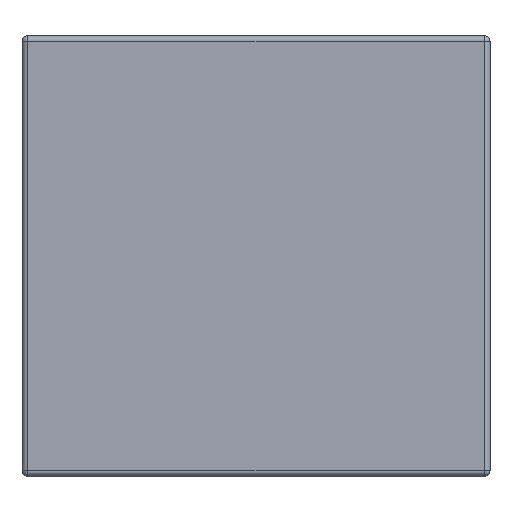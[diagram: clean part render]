
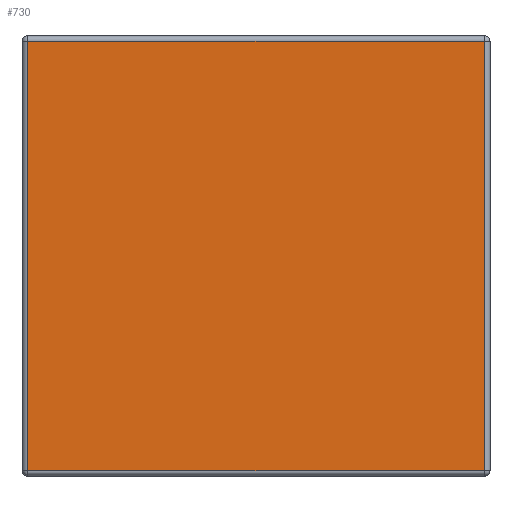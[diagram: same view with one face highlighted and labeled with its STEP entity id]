
A CAD part, left-side view. The second image highlights one B-rep face of the part: STEP entity #730.
In plain terms, the highlighted planar face has unit normal (-1, 0, 0).
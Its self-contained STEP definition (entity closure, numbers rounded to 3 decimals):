
#43 = LINE ( 'NONE', #652, #399 ) ;
#44 = EDGE_CURVE ( 'NONE', #426, #1263, #1250, .T. ) ;
#93 = LINE ( 'NONE', #1741, #1687 ) ;
#164 = DIRECTION ( 'NONE',  ( 0., -1., 0. ) ) ;
#185 = DIRECTION ( 'NONE',  ( 0., 0., -1. ) ) ;
#211 = DIRECTION ( 'NONE',  ( 0., 0., 1. ) ) ;
#287 = CARTESIAN_POINT ( 'NONE',  ( -1.6, 0., 0.8 ) ) ;
#348 = VECTOR ( 'NONE', #211, 1000. ) ;
#399 = VECTOR ( 'NONE', #1763, 1000. ) ;
#417 = VECTOR ( 'NONE', #164, 1000. ) ;
#426 = VERTEX_POINT ( 'NONE', #1751 ) ;
#440 = DIRECTION ( 'NONE',  ( 0., 0., 1. ) ) ;
#506 = CARTESIAN_POINT ( 'NONE',  ( -1.6, 0.01, 0.8 ) ) ;
#575 = ORIENTED_EDGE ( 'NONE', *, *, #1963, .T. ) ;
#625 = ORIENTED_EDGE ( 'NONE', *, *, #44, .T. ) ;
#642 = CARTESIAN_POINT ( 'NONE',  ( -1.6, 0., 0.01 ) ) ;
#652 = CARTESIAN_POINT ( 'NONE',  ( -1.6, 0.85, 0.79 ) ) ;
#663 = AXIS2_PLACEMENT_3D ( 'NONE', #287, #1370, #440 ) ;
#724 = FACE_OUTER_BOUND ( 'NONE', #890, .T. ) ;
#730 = ADVANCED_FACE ( 'NONE', ( #724 ), #1691, .T. ) ;
#818 = CARTESIAN_POINT ( 'NONE',  ( -1.6, 0.84, 0.79 ) ) ;
#890 = EDGE_LOOP ( 'NONE', ( #625, #575, #1848, #1041 ) ) ;
#1003 = VERTEX_POINT ( 'NONE', #1892 ) ;
#1041 = ORIENTED_EDGE ( 'NONE', *, *, #1749, .T. ) ;
#1250 = LINE ( 'NONE', #642, #417 ) ;
#1263 = VERTEX_POINT ( 'NONE', #1310 ) ;
#1310 = CARTESIAN_POINT ( 'NONE',  ( -1.6, 0.01, 0.01 ) ) ;
#1370 = DIRECTION ( 'NONE',  ( -1., 0., 0. ) ) ;
#1687 = VECTOR ( 'NONE', #185, 1000. ) ;
#1691 = PLANE ( 'NONE',  #663 ) ;
#1741 = CARTESIAN_POINT ( 'NONE',  ( -1.6, 0.84, 0.8 ) ) ;
#1749 = EDGE_CURVE ( 'NONE', #1941, #426, #93, .T. ) ;
#1751 = CARTESIAN_POINT ( 'NONE',  ( -1.6, 0.84, 0.01 ) ) ;
#1763 = DIRECTION ( 'NONE',  ( 0., 1., 0. ) ) ;
#1848 = ORIENTED_EDGE ( 'NONE', *, *, #1854, .T. ) ;
#1854 = EDGE_CURVE ( 'NONE', #1003, #1941, #43, .T. ) ;
#1892 = CARTESIAN_POINT ( 'NONE',  ( -1.6, 0.01, 0.79 ) ) ;
#1941 = VERTEX_POINT ( 'NONE', #818 ) ;
#1963 = EDGE_CURVE ( 'NONE', #1263, #1003, #2012, .T. ) ;
#2012 = LINE ( 'NONE', #506, #348 ) ;
